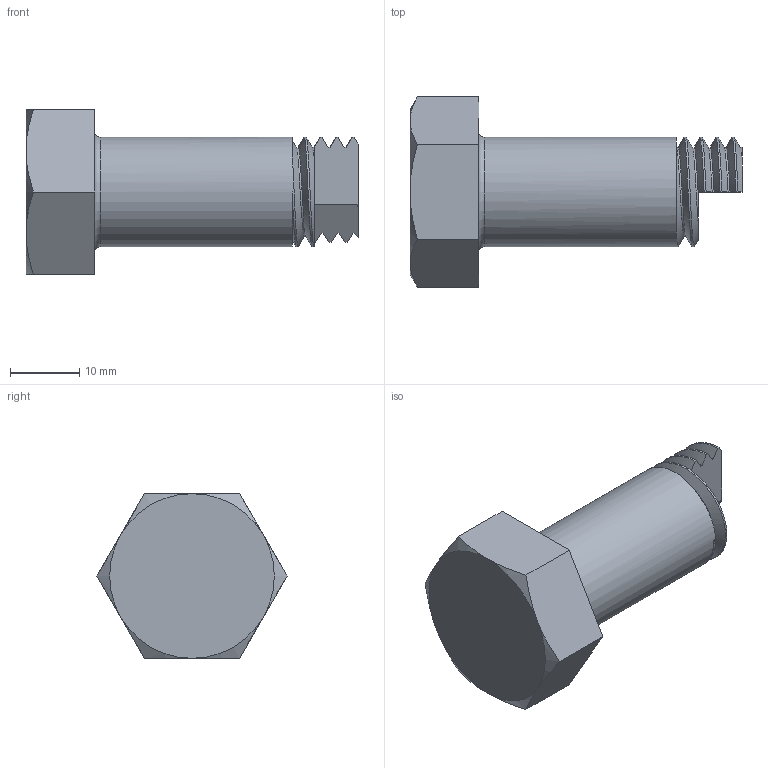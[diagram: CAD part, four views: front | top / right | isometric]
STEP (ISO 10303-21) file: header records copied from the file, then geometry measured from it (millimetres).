
FILE_DESCRIPTION(/* description */ ('STEP AP203'),/* implementation_level */ '2;1');
FILE_NAME(/* name */ 'Bolt1.stp',/* time_stamp */ '2019-09-25T17:48:44-04:00',/* author */ ('Mark'),/* organization */ (''),/* preprocessor_version */ 'ST-DEVELOPER v16.1',/* originating_system */ 'Autodesk Inventor 2016',/* authorisation */ '');
FILE_SCHEMA (('AUTOMOTIVE_DESIGN { 1 0 10303 214 3 1 1 }'));
Length unit declared in the file: inch
Products named in the file (1): Bolt1_test
Bounding box: 48.02 x 27.5 x 23.81 mm (x, y, z)
Volume: 11509.2 mm3; surface area: 3737 mm2
Topology: 1 solids, 1 shells, 37 faces, 93 edges, 59 vertices
Faces by surface type: plane 13, cylinder 9, bspline 8, cone 6, torus 1
Full cylindrical faces by diameter (mm): 15.875 x2
Entity records: 8718 total; most frequent: CARTESIAN_POINT 7996, ORIENTED_EDGE 170, DIRECTION 110, EDGE_CURVE 85, VERTEX_POINT 55, AXIS2_PLACEMENT_3D 41, EDGE_LOOP 38, FACE_OUTER_BOUND 35
